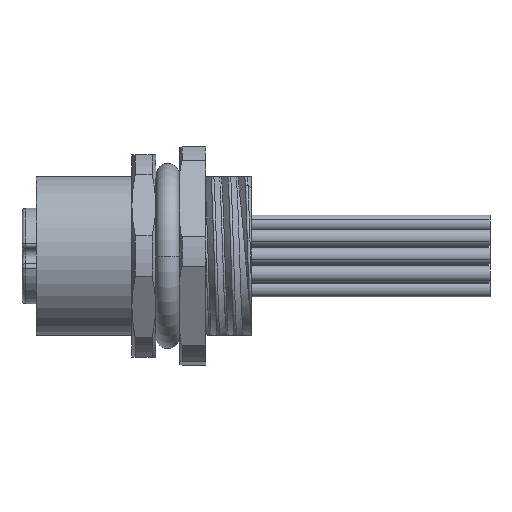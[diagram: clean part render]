
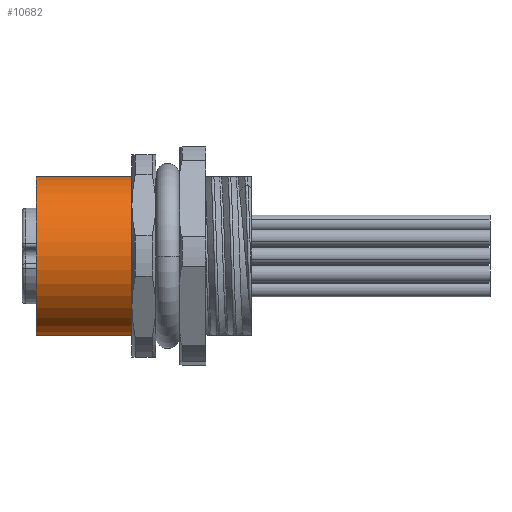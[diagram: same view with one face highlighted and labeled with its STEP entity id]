
A CAD part, left-side view. The second image highlights one B-rep face of the part: STEP entity #10682.
In plain terms, the highlighted cylindrical face has radius 6.75 mm (diameter 13.5 mm), a partial arc.
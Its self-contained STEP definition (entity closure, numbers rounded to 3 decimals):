
#452=CARTESIAN_POINT('',(0.,2.,0.));
#453=DIRECTION('',(0.,-1.,0.));
#454=DIRECTION('',(-0.171,0.,0.985));
#455=AXIS2_PLACEMENT_3D('',#452,#453,#454);
#457=DIRECTION('',(0.,-1.,0.));
#458=VECTOR('',#457,8.);
#459=CARTESIAN_POINT('',(-1.158,10.,-6.65));
#460=LINE('',#459,#458);
#461=CARTESIAN_POINT('',(0.,10.,0.));
#462=DIRECTION('',(0.,1.,0.));
#463=DIRECTION('',(-0.171,0.,-0.985));
#464=AXIS2_PLACEMENT_3D('',#461,#462,#463);
#466=DIRECTION('',(0.,1.,0.));
#467=VECTOR('',#466,8.);
#468=CARTESIAN_POINT('',(-1.158,2.,6.65));
#469=LINE('',#468,#467);
#8790=CARTESIAN_POINT('',(-1.158,10.,6.65));
#8792=VERTEX_POINT('',#8790);
#8793=CARTESIAN_POINT('',(-1.158,10.,-6.65));
#8795=VERTEX_POINT('',#8793);
#8797=CARTESIAN_POINT('',(-1.158,2.,6.65));
#8798=VERTEX_POINT('',#8797);
#8803=CARTESIAN_POINT('',(-1.158,2.,-6.65));
#8804=VERTEX_POINT('',#8803);
#10670=CARTESIAN_POINT('',(0.,2.,0.));
#10671=DIRECTION('',(0.,1.,0.));
#10672=DIRECTION('',(-1.,0.,0.));
#10673=AXIS2_PLACEMENT_3D('',#10670,#10671,#10672);
#10674=CYLINDRICAL_SURFACE('',#10673,6.75);
#10675=ORIENTED_EDGE('',*,*,#10341,.T.);
#10677=ORIENTED_EDGE('',*,*,#10676,.F.);
#10678=ORIENTED_EDGE('',*,*,#10643,.T.);
#10679=ORIENTED_EDGE('',*,*,#10665,.F.);
#10680=EDGE_LOOP('',(#10675,#10677,#10678,#10679));
#10681=FACE_OUTER_BOUND('',#10680,.F.);
#456=CIRCLE('',#455,6.75);
#465=CIRCLE('',#464,6.75);
#10341=EDGE_CURVE('',#8798,#8804,#456,.T.);
#10643=EDGE_CURVE('',#8795,#8792,#465,.T.);
#10665=EDGE_CURVE('',#8798,#8792,#469,.T.);
#10676=EDGE_CURVE('',#8795,#8804,#460,.T.);
#10682=ADVANCED_FACE('',(#10681),#10674,.T.);
